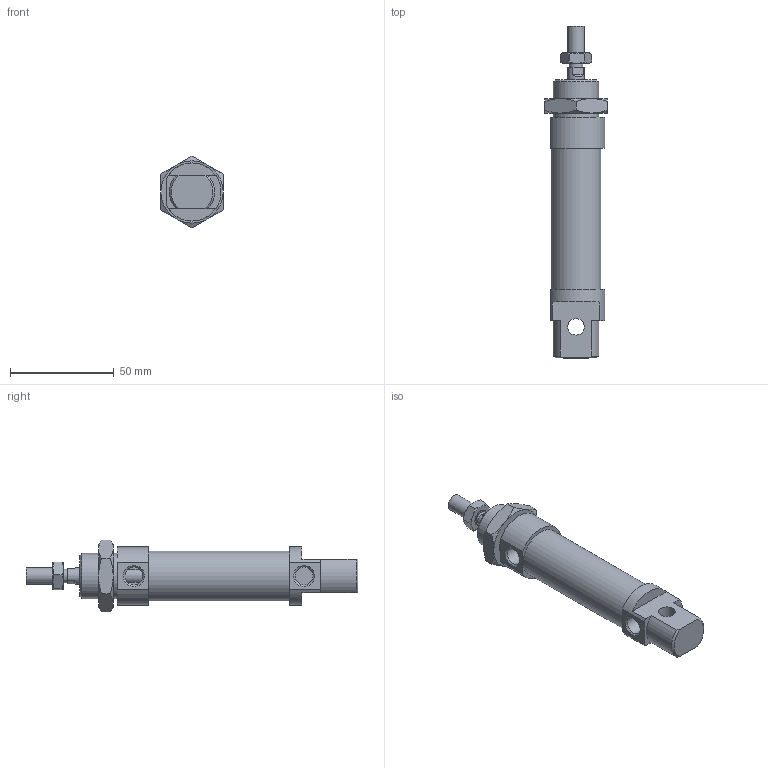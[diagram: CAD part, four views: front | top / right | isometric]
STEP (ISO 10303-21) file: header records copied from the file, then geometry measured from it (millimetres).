
FILE_DESCRIPTION(/* description */ ('Unknown'),/* implementation_level */ '2;1');
FILE_NAME(/* name */ '1260.20.30',/* time_stamp */ '2019-06-27T15:56:26-04:00',/* author */ ('Unknown'),/* organization */ ('Unknown'),/* preprocessor_version */ 'ST-DEVELOPER v16.7',/* originating_system */ 'DEX',/* authorisation */ $);
FILE_SCHEMA (('AUTOMOTIVE_DESIGN {1 0 10303 214 3 1 1}'));
Length unit declared in the file: millimetre
Products named in the file (5): 1260_20_0000; S1260_20_0; 1200_20_05; 1200_20_06; C1260_20_0
Assembly tree (4 placements, depth 2):
  1260_20_0000
    S1260_20_0
    1200_20_05
    1200_20_06
    C1260_20_0
Bounding box: 30 x 160 x 34.64 mm (x, y, z)
Volume: 63967 mm3; surface area: 17896.9 mm2
Topology: 4 solids, 4 shells, 92 faces, 204 edges, 125 vertices
Faces by surface type: plane 44, cone 33, cylinder 15
Full cylindrical faces by diameter (mm): 6.5 x1, 6.75 x1, 8 x4, 8.7 x2, 20.5 x1, 22 x1, 24 x1
Entity records: 2460 total; most frequent: CARTESIAN_POINT 509, DIRECTION 392, ORIENTED_EDGE 356, EDGE_CURVE 178, AXIS2_PLACEMENT_3D 171, EDGE_LOOP 124, FACE_BOUND 124, VERTEX_POINT 118
